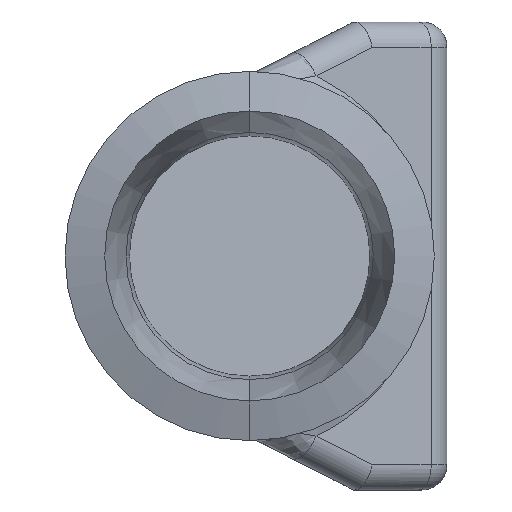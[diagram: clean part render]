
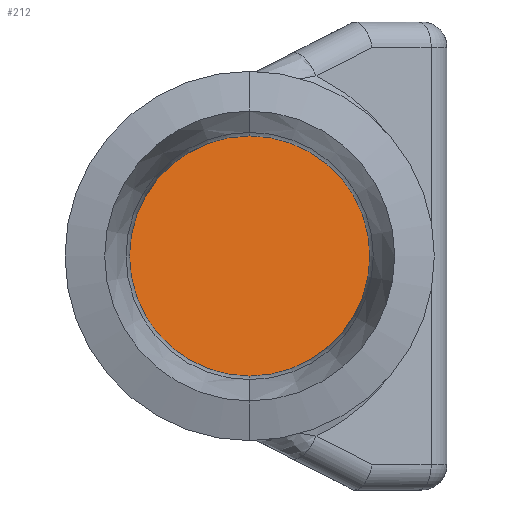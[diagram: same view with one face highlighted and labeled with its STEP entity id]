
A CAD part, left-side view. The second image highlights one B-rep face of the part: STEP entity #212.
In plain terms, the highlighted planar face has unit normal (-0.866, -0.5, 0).
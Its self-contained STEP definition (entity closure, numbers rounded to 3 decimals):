
#42 = ORIENTED_EDGE ( 'NONE', *, *, #799, .T. ) ;
#48 = CARTESIAN_POINT ( 'NONE',  ( 97.818, 0., 9.5 ) ) ;
#158 = FACE_OUTER_BOUND ( 'NONE', #1211, .T. ) ;
#211 = EDGE_CURVE ( 'NONE', #665, #263, #252, .T. ) ;
#212 = ADVANCED_FACE ( 'NONE', ( #158 ), #551, .T. ) ;
#252 =( BOUNDED_CURVE ( )  B_SPLINE_CURVE ( 3, ( #672, #1174, #653, #48 ),
 .UNSPECIFIED., .F., .T. ) 
 B_SPLINE_CURVE_WITH_KNOTS ( ( 4, 4 ),
 ( 1.571, 4.712 ),
 .UNSPECIFIED. ) 
 CURVE ( )  GEOMETRIC_REPRESENTATION_ITEM ( )  RATIONAL_B_SPLINE_CURVE ( ( 1., 0.333, 0.333, 1. ) ) 
 REPRESENTATION_ITEM ( '' )  );
#263 = VERTEX_POINT ( 'NONE', #1053 ) ;
#403 = ORIENTED_EDGE ( 'NONE', *, *, #211, .T. ) ;
#414 = AXIS2_PLACEMENT_3D ( 'NONE', #428, #1158, #1040 ) ;
#428 = CARTESIAN_POINT ( 'NONE',  ( 106.392, -14.85, -52.291 ) ) ;
#434 = CARTESIAN_POINT ( 'NONE',  ( 86.848, 19., -9.5 ) ) ;
#551 = PLANE ( 'NONE',  #414 ) ;
#653 = CARTESIAN_POINT ( 'NONE',  ( 108.788, -19., 9.5 ) ) ;
#665 = VERTEX_POINT ( 'NONE', #1615 ) ;
#672 = CARTESIAN_POINT ( 'NONE',  ( 97.818, 0., -9.5 ) ) ;
#799 = EDGE_CURVE ( 'NONE', #263, #665, #1103, .T. ) ;
#1040 = DIRECTION ( 'NONE',  ( 0.5, -0.866, 0. ) ) ;
#1053 = CARTESIAN_POINT ( 'NONE',  ( 97.818, 0., 9.5 ) ) ;
#1103 =( BOUNDED_CURVE ( )  B_SPLINE_CURVE ( 3, ( #1170, #1155, #434, #1314 ),
 .UNSPECIFIED., .F., .T. ) 
 B_SPLINE_CURVE_WITH_KNOTS ( ( 4, 4 ),
 ( 4.712, 7.854 ),
 .UNSPECIFIED. ) 
 CURVE ( )  GEOMETRIC_REPRESENTATION_ITEM ( )  RATIONAL_B_SPLINE_CURVE ( ( 1., 0.333, 0.333, 1. ) ) 
 REPRESENTATION_ITEM ( '' )  );
#1155 = CARTESIAN_POINT ( 'NONE',  ( 86.848, 19., 9.5 ) ) ;
#1158 = DIRECTION ( 'NONE',  ( -0.866, -0.5, 0. ) ) ;
#1170 = CARTESIAN_POINT ( 'NONE',  ( 97.818, 0., 9.5 ) ) ;
#1174 = CARTESIAN_POINT ( 'NONE',  ( 108.788, -19., -9.5 ) ) ;
#1211 = EDGE_LOOP ( 'NONE', ( #42, #403 ) ) ;
#1314 = CARTESIAN_POINT ( 'NONE',  ( 97.818, 0., -9.5 ) ) ;
#1615 = CARTESIAN_POINT ( 'NONE',  ( 97.818, 0., -9.5 ) ) ;
